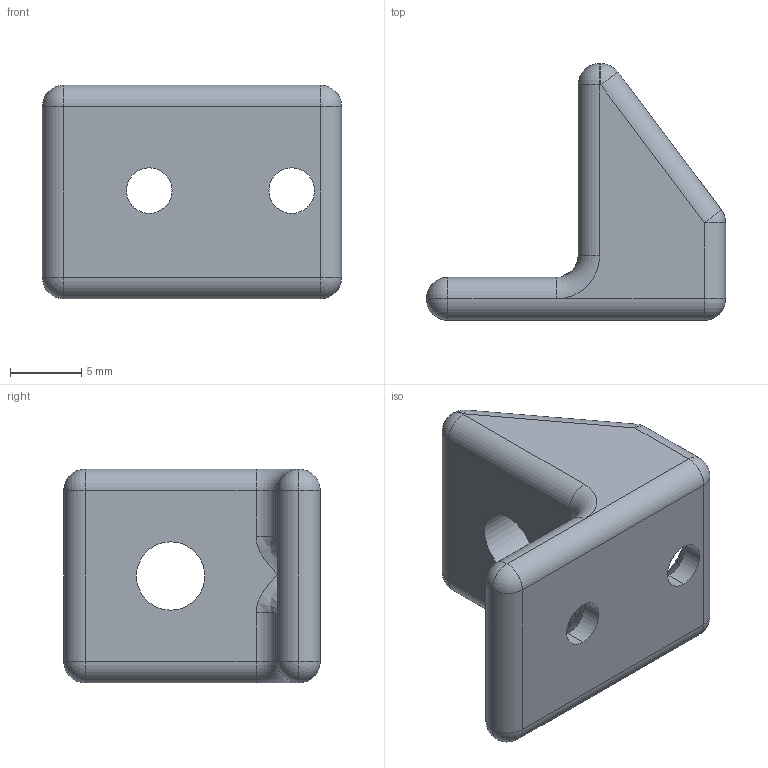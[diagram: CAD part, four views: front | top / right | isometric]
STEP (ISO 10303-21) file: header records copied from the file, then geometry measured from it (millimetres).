
FILE_DESCRIPTION (( 'STEP AP214' ), '1' );
FILE_NAME ('xHomeLimit.STEP', '2025-03-10T06:39:35', ( '' ), ( '' ), 'SwSTEP 2.0', 'SolidWorks 2024', '' );
FILE_SCHEMA (( 'AUTOMOTIVE_DESIGN' ));
Length unit declared in the file: millimetre
Products named in the file (1): xHomeLimit
Bounding box: 21 x 18 x 15 mm (x, y, z)
Volume: 1925.6 mm3; surface area: 1457.6 mm2
Topology: 1 solids, 1 shells, 75 faces, 185 edges, 92 vertices
Faces by surface type: cylinder 37, plane 14, sphere 14, cone 4, bspline 4, torus 2
Entity records: 2218 total; most frequent: CARTESIAN_POINT 526, DIRECTION 379, ORIENTED_EDGE 334, EDGE_CURVE 167, AXIS2_PLACEMENT_3D 151, VERTEX_POINT 92, EDGE_LOOP 79, CIRCLE 79
